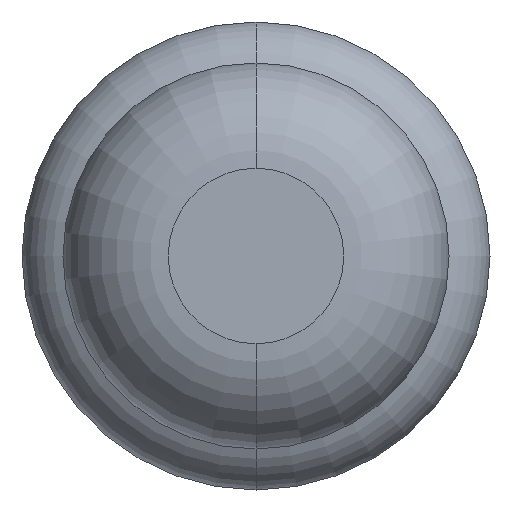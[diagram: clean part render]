
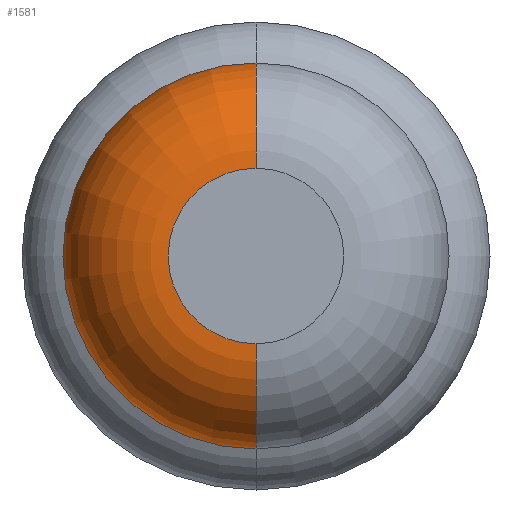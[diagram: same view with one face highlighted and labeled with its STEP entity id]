
A CAD part, front view. The second image highlights one B-rep face of the part: STEP entity #1581.
In plain terms, the highlighted toroidal (fillet/blend) face has major radius 0.375 mm and minor radius 0.45 mm.
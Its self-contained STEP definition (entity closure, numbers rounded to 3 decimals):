
#78 = TOROIDAL_SURFACE ( 'NONE', #2543, 0.375, 0.45 ) ;
#275 = DIRECTION ( 'NONE',  ( 0., 0., 1. ) ) ;
#384 = VERTEX_POINT ( 'NONE', #2742 ) ;
#428 = CARTESIAN_POINT ( 'NONE',  ( 0., -23.55, 0.375 ) ) ;
#779 = EDGE_CURVE ( 'Defeature ausgef�hrt1_10+Defeature ausgef�hrt1_9+Defeature ausgef�hrt1_9+Defeature ausgef�hrt1_9', #384, #3019, #1054, .T. ) ;
#901 = AXIS2_PLACEMENT_3D ( 'NONE', #2600, #3863, #275 ) ;
#1054 = CIRCLE ( 'NONE', #901, 0.825 ) ;
#1190 = CARTESIAN_POINT ( 'NONE',  ( 0., -24., 0. ) ) ;
#1295 = CARTESIAN_POINT ( 'NONE',  ( 0., -23.55, 0.825 ) ) ;
#1510 = VERTEX_POINT ( 'NONE', #3313 ) ;
#1581 = ADVANCED_FACE ( 'Defeature ausgef�hrt1_9', ( #4179 ), #78, .T. ) ;
#1711 = DIRECTION ( 'NONE',  ( 0., 0., 1. ) ) ;
#1724 = CARTESIAN_POINT ( 'NONE',  ( 0., -24., 0.375 ) ) ;
#1908 = DIRECTION ( 'NONE',  ( 1., 0., 0. ) ) ;
#1975 = CIRCLE ( 'NONE', #2982, 0.45 ) ;
#2044 = EDGE_CURVE ( 'NONE', #2426, #3019, #2998, .T. ) ;
#2066 = ORIENTED_EDGE ( 'NONE', *, *, #779, .F. ) ;
#2069 = ORIENTED_EDGE ( 'NONE', *, *, #2185, .T. ) ;
#2078 = DIRECTION ( 'NONE',  ( 0., 0., 1. ) ) ;
#2115 = CARTESIAN_POINT ( 'NONE',  ( 0., -23.55, 0. ) ) ;
#2167 = ORIENTED_EDGE ( 'NONE', *, *, #3812, .F. ) ;
#2185 = EDGE_CURVE ( 'Defeature ausgef�hrt1_9+Defeature ausgef�hrt1_8+Defeature ausgef�hrt1_8+Defeature ausgef�hrt1_8', #1510, #2426, #4071, .T. ) ;
#2189 = CARTESIAN_POINT ( 'NONE',  ( 0., -23.55, -0.375 ) ) ;
#2212 = ORIENTED_EDGE ( 'NONE', *, *, #2044, .T. ) ;
#2233 = DIRECTION ( 'NONE',  ( 0., 0., -1. ) ) ;
#2402 = DIRECTION ( 'NONE',  ( 0., 1., 0. ) ) ;
#2426 = VERTEX_POINT ( 'NONE', #1724 ) ;
#2543 = AXIS2_PLACEMENT_3D ( 'NONE', #2115, #2402, #2078 ) ;
#2600 = CARTESIAN_POINT ( 'NONE',  ( 0., -23.55, 0. ) ) ;
#2742 = CARTESIAN_POINT ( 'NONE',  ( 0., -23.55, -0.825 ) ) ;
#2982 = AXIS2_PLACEMENT_3D ( 'NONE', #2189, #1908, #2233 ) ;
#2998 = CIRCLE ( 'NONE', #3534, 0.45 ) ;
#3019 = VERTEX_POINT ( 'NONE', #1295 ) ;
#3032 = EDGE_LOOP ( 'NONE', ( #2167, #2069, #2212, #2066 ) ) ;
#3313 = CARTESIAN_POINT ( 'NONE',  ( 0., -24., -0.375 ) ) ;
#3457 = DIRECTION ( 'NONE',  ( 0., 1., 0. ) ) ;
#3517 = DIRECTION ( 'NONE',  ( 0., 0., 1. ) ) ;
#3534 = AXIS2_PLACEMENT_3D ( 'NONE', #428, #3664, #1711 ) ;
#3664 = DIRECTION ( 'NONE',  ( -1., 0., 0. ) ) ;
#3750 = AXIS2_PLACEMENT_3D ( 'NONE', #1190, #3457, #3517 ) ;
#3812 = EDGE_CURVE ( 'NONE', #1510, #384, #1975, .T. ) ;
#3863 = DIRECTION ( 'NONE',  ( 0., 1., 0. ) ) ;
#4071 = CIRCLE ( 'NONE', #3750, 0.375 ) ;
#4179 = FACE_OUTER_BOUND ( 'NONE', #3032, .T. ) ;
